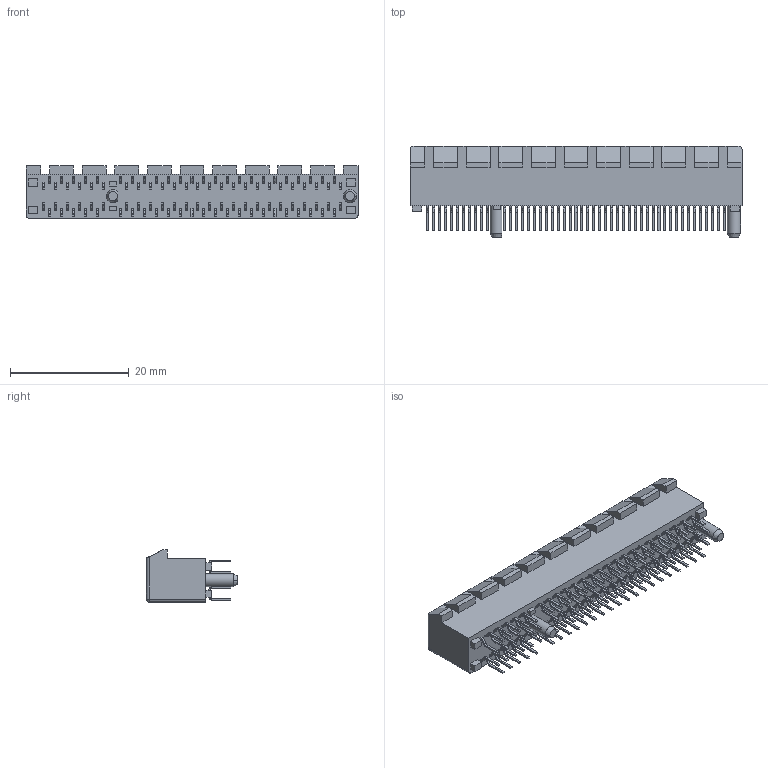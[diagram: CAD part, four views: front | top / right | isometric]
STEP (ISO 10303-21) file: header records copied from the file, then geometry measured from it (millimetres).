
FILE_DESCRIPTION((''),'2;1');
FILE_NAME('98P-C','2019-09-06T',('KumarP'),('AFCI'),'CREO PARAMETRIC BY PTC INC, 2016130','CREO PARAMETRIC BY PTC INC, 2016130','');
FILE_SCHEMA(('CONFIG_CONTROL_DESIGN'));
Length unit declared in the file: millimetre
Products named in the file (1): 98P-C
Bounding box: 56 x 15.4 x 8.8 mm (x, y, z)
Volume: 3683.8 mm3; surface area: 3869.8 mm2
Topology: 1 solids, 1 shells, 1599 faces, 4626 edges, 3137 vertices
Faces by surface type: plane 996, cylinder 597, cone 4, sphere 2
Entity records: 53520 total; most frequent: CARTESIAN_POINT 9394, ORIENTED_EDGE 9252, DIRECTION 9214, EDGE_CURVE 4626, VECTOR 3228, LINE 3228, VERTEX_POINT 3137, AXIS2_PLACEMENT_3D 2993
